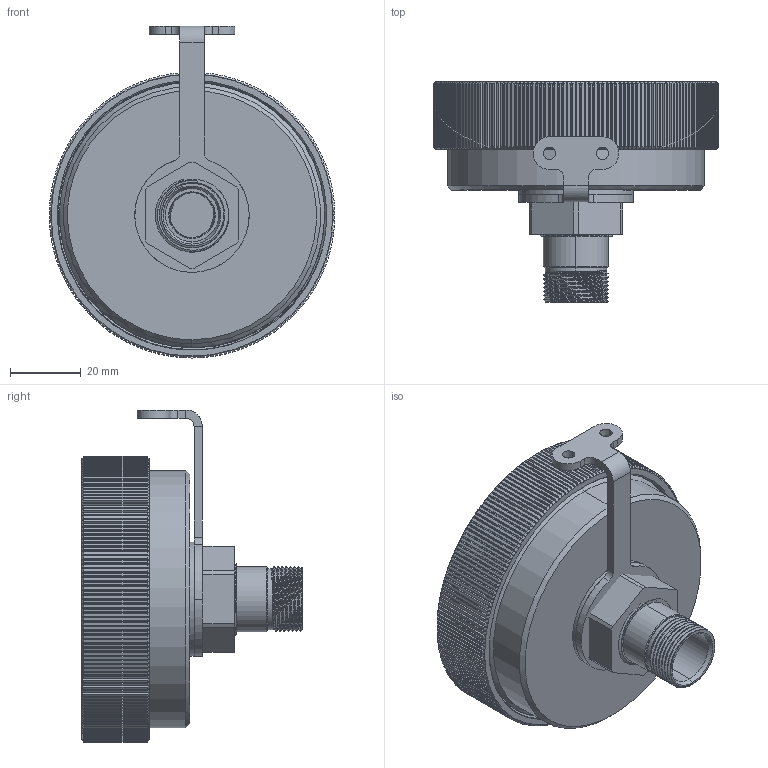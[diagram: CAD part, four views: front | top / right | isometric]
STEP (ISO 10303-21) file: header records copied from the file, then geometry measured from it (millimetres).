
FILE_DESCRIPTION(('FreeCAD Model'),'2;1');
FILE_NAME('Open CASCADE Shape Model','2025-05-03T09:39:53',('FreeCAD'),( 'FreeCAD'),'Open CASCADE STEP processor 7.6','FreeCAD','Unknown');
FILE_SCHEMA(('AUTOMOTIVE_DESIGN { 1 0 10303 214 1 1 1 1 }'));
Products named in the file (1): Open CASCADE STEP translator 7.6 1
Bounding box: 80.55 x 62.14 x 93.61 mm (x, y, z)
Volume: 119905.1 mm3; surface area: 67033 mm2
Topology: 8 solids, 8 shells, 1365 faces, 3898 edges, 2561 vertices
Faces by surface type: bspline 1365
Entity records: 59496 total; most frequent: CARTESIAN_POINT 37418, ORIENTED_EDGE 7780, EDGE_CURVE 3890, B_SPLINE_CURVE_WITH_KNOTS 2846, VERTEX_POINT 2561, FACE_BOUND 1413, EDGE_LOOP 1413, ADVANCED_FACE 1365
